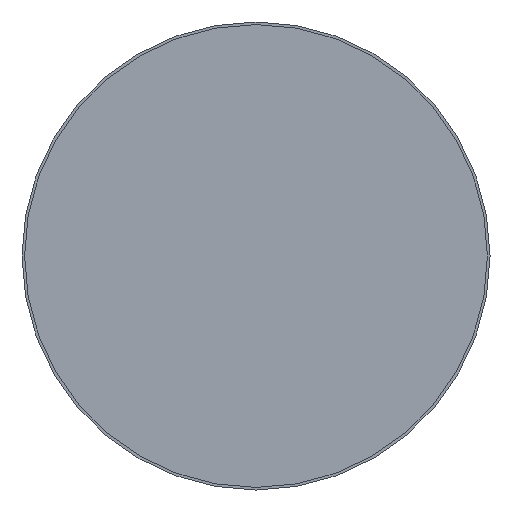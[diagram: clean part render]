
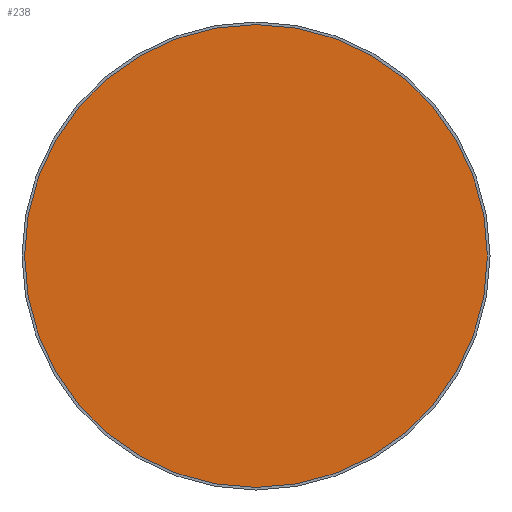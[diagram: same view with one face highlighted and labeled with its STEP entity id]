
A CAD part, front view. The second image highlights one B-rep face of the part: STEP entity #238.
In plain terms, the highlighted planar face has unit normal (0, -1, 0).
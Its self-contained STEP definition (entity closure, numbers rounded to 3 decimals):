
#53=PLANE('',#353);
#87=FACE_OUTER_BOUND('',#105,.T.);
#105=EDGE_LOOP('',(#200));
#129=CIRCLE('',#352,89.);
#146=VERTEX_POINT('',#504);
#166=EDGE_CURVE('',#146,#146,#129,.T.);
#200=ORIENTED_EDGE('',*,*,#166,.T.);
#238=ADVANCED_FACE('',(#87),#53,.F.);
#352=AXIS2_PLACEMENT_3D('',#506,#415,#416);
#353=AXIS2_PLACEMENT_3D('',#507,#417,#418);
#415=DIRECTION('center_axis',(0.,-1.,0.));
#416=DIRECTION('ref_axis',(1.,0.,0.));
#417=DIRECTION('center_axis',(0.,1.,0.));
#418=DIRECTION('ref_axis',(0.,0.,1.));
#504=CARTESIAN_POINT('',(-89.,0.,0.));
#506=CARTESIAN_POINT('Origin',(0.,0.,0.));
#507=CARTESIAN_POINT('Origin',(0.,0.,0.));
